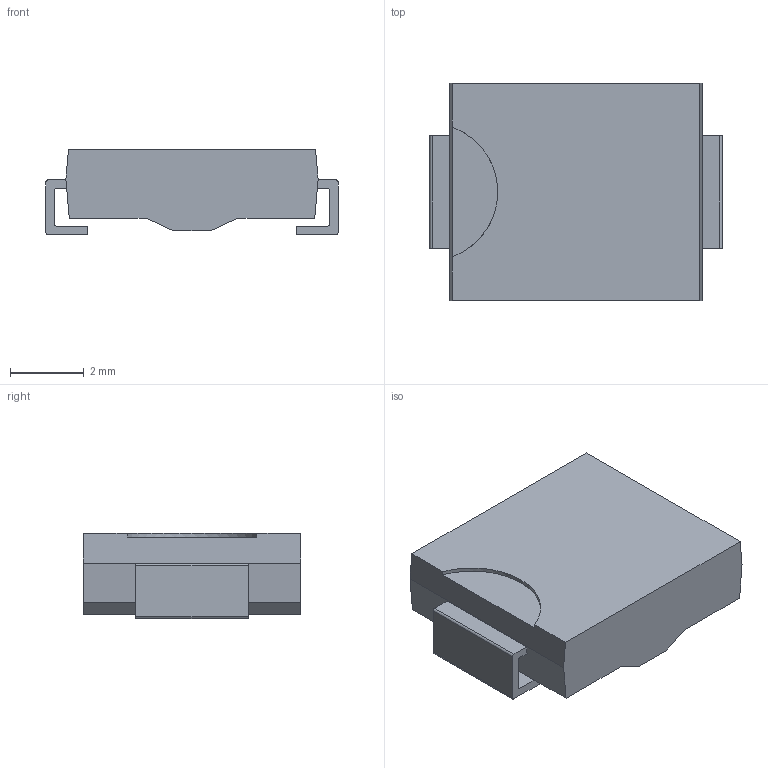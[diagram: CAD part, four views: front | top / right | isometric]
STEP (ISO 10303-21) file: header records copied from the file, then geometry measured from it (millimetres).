
FILE_DESCRIPTION(('FreeCAD Model'),'2;1');
FILE_NAME('Bourns_5-0_SMDJ-Q_Unidir.step', '2021-03-26T21:25:34',('kicad StepUp'),('ksu MCAD'), 'Open CASCADE STEP processor 7.2','FreeCAD','Unknown');
FILE_SCHEMA(('AUTOMOTIVE_DESIGN { 1 0 10303 214 1 1 1 1 }'));
Length unit declared in the file: millimetre
Products named in the file (1): Bourns_5-0_SMDJ-Q_Unidir
Bounding box: 7.94 x 5.91 x 2.31 mm (x, y, z)
Volume: 81.8 mm3; surface area: 163.9 mm2
Topology: 1 solids, 1 shells, 42 faces, 114 edges, 76 vertices
Faces by surface type: plane 33, cylinder 9
Entity records: 1626 total; most frequent: CARTESIAN_POINT 239, ORIENTED_EDGE 228, DIRECTION 216, EDGE_CURVE 114, LINE 94, VECTOR 94, VERTEX_POINT 76, AXIS2_PLACEMENT_3D 61
